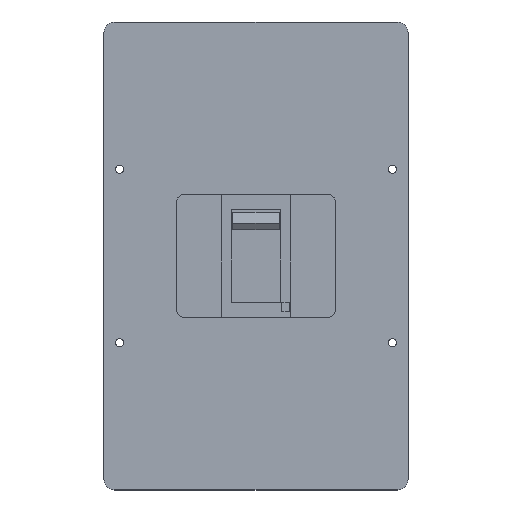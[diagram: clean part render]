
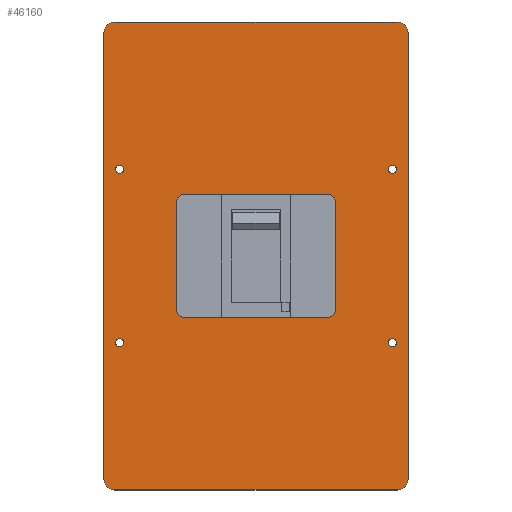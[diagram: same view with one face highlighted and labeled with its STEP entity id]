
A CAD part, top view. The second image highlights one B-rep face of the part: STEP entity #46160.
In plain terms, the highlighted planar face has unit normal (0, 0, 1).
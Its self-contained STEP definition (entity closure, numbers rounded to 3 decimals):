
#44110=CARTESIAN_POINT('',(0.,0.,0.));
#44120=DIRECTION('',(0.,0.,1.));
#44130=DIRECTION('',(1.,0.,0.));
#44140=AXIS2_PLACEMENT_3D('',#44110,#44120,#44130);
#44150=PLANE('',#44140);
#44160=CARTESIAN_POINT('',(310.882,558.,0.));
#44170=DIRECTION('',(0.,0.,1.));
#44180=DIRECTION('',(1.,0.,0.));
#44190=AXIS2_PLACEMENT_3D('',#44160,#44170,#44180);
#44200=CIRCLE('',#44190,3.);
#44210=CARTESIAN_POINT('',(313.882,558.,0.));
#44220=VERTEX_POINT('',#44210);
#44230=CARTESIAN_POINT('',(307.882,558.,0.));
#44240=VERTEX_POINT('',#44230);
#44250=EDGE_CURVE('',#44220,#44240,#44200,.T.);
#44260=ORIENTED_EDGE('',*,*,#44250,.F.);
#44270=EDGE_CURVE('',#44240,#44220,#44200,.T.);
#44280=ORIENTED_EDGE('',*,*,#44270,.F.);
#44290=EDGE_LOOP('',(#44280,#44260));
#44300=FACE_BOUND('',#44290,.T.);
#44310=CARTESIAN_POINT('',(157.882,581.5,0.));
#44320=DIRECTION('',(0.,0.,1.));
#44330=DIRECTION('',(1.,0.,0.));
#44340=AXIS2_PLACEMENT_3D('',#44310,#44320,#44330);
#44350=CIRCLE('',#44340,5.);
#44360=CARTESIAN_POINT('',(152.882,581.5,0.));
#44370=VERTEX_POINT('',#44360);
#44380=CARTESIAN_POINT('',(157.882,576.5,0.));
#44390=VERTEX_POINT('',#44380);
#44400=EDGE_CURVE('',#44370,#44390,#44350,.T.);
#44410=ORIENTED_EDGE('',*,*,#44400,.F.);
#44420=CARTESIAN_POINT('',(0.,576.5,0.));
#44430=DIRECTION('',(1.,0.,0.));
#44440=VECTOR('',#44430,1.);
#44450=LINE('',#44420,#44440);
#44460=CARTESIAN_POINT('',(263.882,576.5,0.));
#44470=VERTEX_POINT('',#44460);
#44480=EDGE_CURVE('',#44390,#44470,#44450,.T.);
#44490=ORIENTED_EDGE('',*,*,#44480,.F.);
#44500=CARTESIAN_POINT('',(263.882,581.5,0.));
#44510=DIRECTION('',(0.,0.,1.));
#44520=DIRECTION('',(1.,0.,0.));
#44530=AXIS2_PLACEMENT_3D('',#44500,#44510,#44520);
#44540=CIRCLE('',#44530,5.);
#44550=CARTESIAN_POINT('',(268.882,581.5,0.));
#44560=VERTEX_POINT('',#44550);
#44570=EDGE_CURVE('',#44470,#44560,#44540,.T.);
#44580=ORIENTED_EDGE('',*,*,#44570,.F.);
#44590=CARTESIAN_POINT('',(268.882,0.,0.));
#44600=DIRECTION('',(0.,1.,0.));
#44610=VECTOR('',#44600,1.);
#44620=LINE('',#44590,#44610);
#44630=CARTESIAN_POINT('',(268.882,661.5,0.));
#44640=VERTEX_POINT('',#44630);
#44650=EDGE_CURVE('',#44560,#44640,#44620,.T.);
#44660=ORIENTED_EDGE('',*,*,#44650,.F.);
#44670=CARTESIAN_POINT('',(263.882,661.5,0.));
#44680=DIRECTION('',(0.,0.,1.));
#44690=DIRECTION('',(1.,0.,0.));
#44700=AXIS2_PLACEMENT_3D('',#44670,#44680,#44690);
#44710=CIRCLE('',#44700,5.);
#44720=CARTESIAN_POINT('',(263.882,666.5,0.));
#44730=VERTEX_POINT('',#44720);
#44740=EDGE_CURVE('',#44640,#44730,#44710,.T.);
#44750=ORIENTED_EDGE('',*,*,#44740,.F.);
#44760=CARTESIAN_POINT('',(0.,666.5,0.));
#44770=DIRECTION('',(-1.,0.,0.));
#44780=VECTOR('',#44770,1.);
#44790=LINE('',#44760,#44780);
#44800=CARTESIAN_POINT('',(157.882,666.5,0.));
#44810=VERTEX_POINT('',#44800);
#44820=EDGE_CURVE('',#44730,#44810,#44790,.T.);
#44830=ORIENTED_EDGE('',*,*,#44820,.F.);
#44840=CARTESIAN_POINT('',(157.882,661.5,0.));
#44850=DIRECTION('',(0.,0.,1.));
#44860=DIRECTION('',(1.,0.,0.));
#44870=AXIS2_PLACEMENT_3D('',#44840,#44850,#44860);
#44880=CIRCLE('',#44870,5.);
#44890=CARTESIAN_POINT('',(152.882,661.5,0.));
#44900=VERTEX_POINT('',#44890);
#44910=EDGE_CURVE('',#44810,#44900,#44880,.T.);
#44920=ORIENTED_EDGE('',*,*,#44910,.F.);
#44930=CARTESIAN_POINT('',(152.882,0.,0.));
#44940=DIRECTION('',(0.,1.,0.));
#44950=VECTOR('',#44940,1.);
#44960=LINE('',#44930,#44950);
#44970=EDGE_CURVE('',#44370,#44900,#44960,.T.);
#44980=ORIENTED_EDGE('',*,*,#44970,.T.);
#44990=EDGE_LOOP('',(#44980,#44920,#44830,#44750,#44660,#44580,#44490,
#44410));
#45000=FACE_BOUND('',#44990,.T.);
#45010=CARTESIAN_POINT('',(110.882,685.,0.));
#45020=DIRECTION('',(0.,0.,1.));
#45030=DIRECTION('',(1.,0.,0.));
#45040=AXIS2_PLACEMENT_3D('',#45010,#45020,#45030);
#45050=CIRCLE('',#45040,3.);
#45060=CARTESIAN_POINT('',(113.882,685.,0.));
#45070=VERTEX_POINT('',#45060);
#45080=CARTESIAN_POINT('',(107.882,685.,0.));
#45090=VERTEX_POINT('',#45080);
#45100=EDGE_CURVE('',#45070,#45090,#45050,.T.);
#45110=ORIENTED_EDGE('',*,*,#45100,.F.);
#45120=EDGE_CURVE('',#45090,#45070,#45050,.T.);
#45130=ORIENTED_EDGE('',*,*,#45120,.F.);
#45140=EDGE_LOOP('',(#45130,#45110));
#45150=FACE_BOUND('',#45140,.T.);
#45160=CARTESIAN_POINT('',(110.882,558.,0.));
#45170=DIRECTION('',(0.,0.,1.));
#45180=DIRECTION('',(1.,0.,0.));
#45190=AXIS2_PLACEMENT_3D('',#45160,#45170,#45180);
#45200=CIRCLE('',#45190,3.);
#45210=CARTESIAN_POINT('',(113.882,558.,0.));
#45220=VERTEX_POINT('',#45210);
#45230=CARTESIAN_POINT('',(107.882,558.,0.));
#45240=VERTEX_POINT('',#45230);
#45250=EDGE_CURVE('',#45220,#45240,#45200,.T.);
#45260=ORIENTED_EDGE('',*,*,#45250,.F.);
#45270=EDGE_CURVE('',#45240,#45220,#45200,.T.);
#45280=ORIENTED_EDGE('',*,*,#45270,.F.);
#45290=EDGE_LOOP('',(#45280,#45260));
#45300=FACE_BOUND('',#45290,.T.);
#45310=CARTESIAN_POINT('',(310.882,685.,0.));
#45320=DIRECTION('',(0.,0.,1.));
#45330=DIRECTION('',(1.,0.,0.));
#45340=AXIS2_PLACEMENT_3D('',#45310,#45320,#45330);
#45350=CIRCLE('',#45340,3.);
#45360=CARTESIAN_POINT('',(313.882,685.,0.));
#45370=VERTEX_POINT('',#45360);
#45380=CARTESIAN_POINT('',(307.882,685.,0.));
#45390=VERTEX_POINT('',#45380);
#45400=EDGE_CURVE('',#45370,#45390,#45350,.T.);
#45410=ORIENTED_EDGE('',*,*,#45400,.F.);
#45420=EDGE_CURVE('',#45390,#45370,#45350,.T.);
#45430=ORIENTED_EDGE('',*,*,#45420,.F.);
#45440=EDGE_LOOP('',(#45430,#45410));
#45450=FACE_BOUND('',#45440,.T.);
#45460=CARTESIAN_POINT('',(314.382,785.,0.));
#45470=DIRECTION('',(0.,0.,1.));
#45480=DIRECTION('',(1.,0.,0.));
#45490=AXIS2_PLACEMENT_3D('',#45460,#45470,#45480);
#45500=CIRCLE('',#45490,8.);
#45510=CARTESIAN_POINT('',(322.382,785.,0.));
#45520=VERTEX_POINT('',#45510);
#45530=CARTESIAN_POINT('',(314.382,793.,0.));
#45540=VERTEX_POINT('',#45530);
#45550=EDGE_CURVE('',#45520,#45540,#45500,.T.);
#45560=ORIENTED_EDGE('',*,*,#45550,.T.);
#45570=CARTESIAN_POINT('',(322.382,0.,0.));
#45580=DIRECTION('',(0.,-1.,0.));
#45590=VECTOR('',#45580,1.);
#45600=LINE('',#45570,#45590);
#45610=CARTESIAN_POINT('',(322.382,458.,0.));
#45620=VERTEX_POINT('',#45610);
#45630=EDGE_CURVE('',#45520,#45620,#45600,.T.);
#45640=ORIENTED_EDGE('',*,*,#45630,.F.);
#45650=CARTESIAN_POINT('',(314.382,458.,0.));
#45660=DIRECTION('',(0.,0.,1.));
#45670=DIRECTION('',(1.,0.,0.));
#45680=AXIS2_PLACEMENT_3D('',#45650,#45660,#45670);
#45690=CIRCLE('',#45680,8.);
#45700=CARTESIAN_POINT('',(314.382,450.,0.));
#45710=VERTEX_POINT('',#45700);
#45720=EDGE_CURVE('',#45710,#45620,#45690,.T.);
#45730=ORIENTED_EDGE('',*,*,#45720,.T.);
#45740=CARTESIAN_POINT('',(0.,450.,0.));
#45750=DIRECTION('',(-1.,0.,0.));
#45760=VECTOR('',#45750,1.);
#45770=LINE('',#45740,#45760);
#45780=CARTESIAN_POINT('',(107.382,450.,0.));
#45790=VERTEX_POINT('',#45780);
#45800=EDGE_CURVE('',#45710,#45790,#45770,.T.);
#45810=ORIENTED_EDGE('',*,*,#45800,.F.);
#45820=CARTESIAN_POINT('',(107.382,458.,0.));
#45830=DIRECTION('',(0.,0.,1.));
#45840=DIRECTION('',(1.,0.,0.));
#45850=AXIS2_PLACEMENT_3D('',#45820,#45830,#45840);
#45860=CIRCLE('',#45850,8.);
#45870=CARTESIAN_POINT('',(99.382,458.,0.));
#45880=VERTEX_POINT('',#45870);
#45890=EDGE_CURVE('',#45880,#45790,#45860,.T.);
#45900=ORIENTED_EDGE('',*,*,#45890,.T.);
#45910=CARTESIAN_POINT('',(99.382,0.,0.));
#45920=DIRECTION('',(0.,1.,0.));
#45930=VECTOR('',#45920,1.);
#45940=LINE('',#45910,#45930);
#45950=CARTESIAN_POINT('',(99.382,785.,0.));
#45960=VERTEX_POINT('',#45950);
#45970=EDGE_CURVE('',#45880,#45960,#45940,.T.);
#45980=ORIENTED_EDGE('',*,*,#45970,.F.);
#45990=CARTESIAN_POINT('',(107.382,785.,0.));
#46000=DIRECTION('',(0.,0.,1.));
#46010=DIRECTION('',(1.,0.,0.));
#46020=AXIS2_PLACEMENT_3D('',#45990,#46000,#46010);
#46030=CIRCLE('',#46020,8.);
#46040=CARTESIAN_POINT('',(107.382,793.,0.));
#46050=VERTEX_POINT('',#46040);
#46060=EDGE_CURVE('',#46050,#45960,#46030,.T.);
#46070=ORIENTED_EDGE('',*,*,#46060,.T.);
#46080=CARTESIAN_POINT('',(0.,793.,0.));
#46090=DIRECTION('',(1.,0.,0.));
#46100=VECTOR('',#46090,1.);
#46110=LINE('',#46080,#46100);
#46120=EDGE_CURVE('',#46050,#45540,#46110,.T.);
#46130=ORIENTED_EDGE('',*,*,#46120,.F.);
#46140=EDGE_LOOP('',(#46130,#46070,#45980,#45900,#45810,#45730,#45640,
#45560));
#46150=FACE_OUTER_BOUND('',#46140,.T.);
#46160=ADVANCED_FACE('',(#44300,#45000,#45150,#45300,#45450,#46150),
#44150,.T.);
